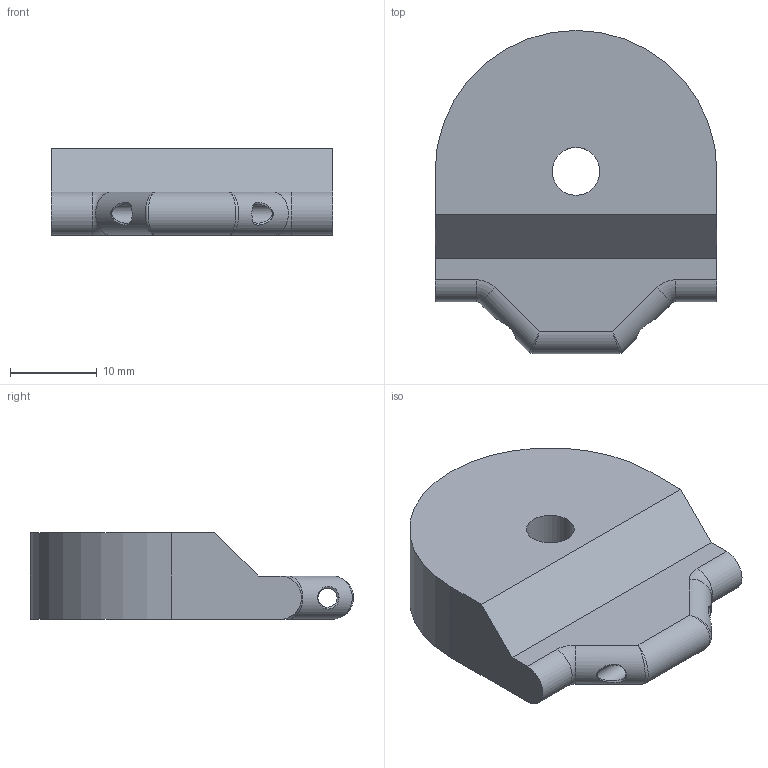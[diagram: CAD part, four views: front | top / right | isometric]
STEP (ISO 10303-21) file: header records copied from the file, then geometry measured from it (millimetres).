
FILE_DESCRIPTION(/* description */ ('STEP AP242','CAx-IF Rec.Pracs.---Representation and Presentation of Product Manufacturing Information (PMI)---4.0---2014-10-13','CAx-IF Rec.Pracs.---3D Tessellated Geometry---0.4---2014-09-14','2;1'),/* implementation_level */ '2;1');
FILE_NAME(/* name */ '67b746d86b22f10a51f4b885',/* time_stamp */ '2025-02-20T15:14:32Z',/* author */ (''),/* organization */ (''),/* preprocessor_version */ 'ST-DEVELOPER v20',/* originating_system */ 'ONSHAPE BY PTC INC, 1.193',/* authorisation */ ' ');
FILE_SCHEMA (('AP242_MANAGED_MODEL_BASED_3D_ENGINEERING_MIM_LF { 1 0 10303 442 1 1 4 }'));
Length unit declared in the file: metre
Products named in the file (1): Male Joint to M5
Bounding box: 32.5 x 37.25 x 10 mm (x, y, z)
Volume: 7610.9 mm3; surface area: 3205.8 mm2
Topology: 1 solids, 1 shells, 35 faces, 92 edges, 55 vertices
Faces by surface type: plane 18, cylinder 9, bspline 6, torus 2
Full cylindrical faces by diameter (mm): 2.2 x1, 5.5 x1, 10 x1
Entity records: 1267 total; most frequent: CARTESIAN_POINT 439, ORIENTED_EDGE 168, DIRECTION 158, EDGE_CURVE 84, AXIS2_PLACEMENT_3D 56, VERTEX_POINT 54, LINE 46, VECTOR 46
